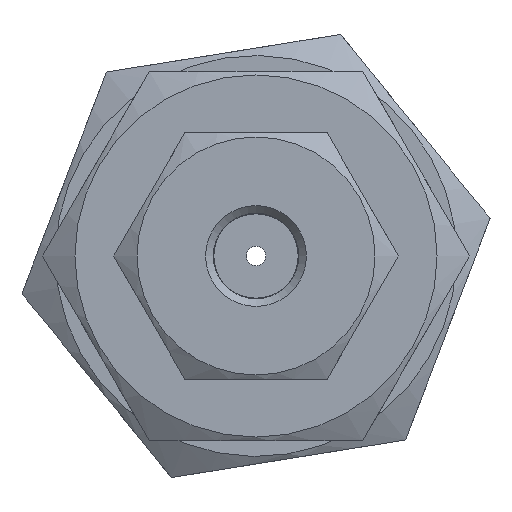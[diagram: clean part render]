
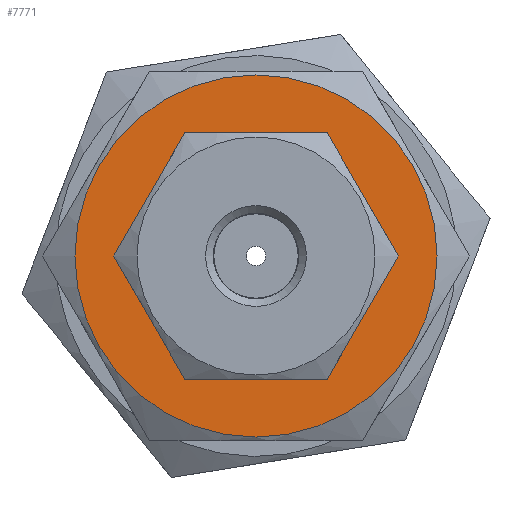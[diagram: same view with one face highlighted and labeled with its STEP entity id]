
A CAD part, left-side view. The second image highlights one B-rep face of the part: STEP entity #7771.
In plain terms, the highlighted planar face has unit normal (-1, 0, 0).
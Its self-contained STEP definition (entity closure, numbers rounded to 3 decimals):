
#7723=CARTESIAN_POINT('',(0.,-4.0,0.0));
#7724=VERTEX_POINT('',#7723);
#7725=CARTESIAN_POINT('',(0.,0.,0.0));
#7726=DIRECTION('',(1.0,0.0,0.0));
#7727=DIRECTION('',(0.0,-1.0,0.0));
#7728=AXIS2_PLACEMENT_3D('',#7725,#7726,#7727);
#7729=CIRCLE('',#7728,4.0);
#7730=EDGE_CURVE('',#7724,#7724,#7729,.T.);
#7748=CARTESIAN_POINT('',(0.0,7.,0.0));
#7749=VERTEX_POINT('',#7748);
#7750=CARTESIAN_POINT('',(0.,0.,0.0));
#7751=DIRECTION('',(1.0,0.0,0.0));
#7752=DIRECTION('',(0.0,1.0,0.0));
#7753=AXIS2_PLACEMENT_3D('',#7750,#7751,#7752);
#7754=CIRCLE('',#7753,7.);
#7755=EDGE_CURVE('',#7749,#7749,#7754,.T.);
#7760=CARTESIAN_POINT('',(0.0,3.5,0.0));
#7761=DIRECTION('',(-1.0,0.0,0.0));
#7762=DIRECTION('',(0.0,0.0,1.0));
#7763=AXIS2_PLACEMENT_3D('',#7760,#7761,#7762);
#7764=PLANE('',#7763);
#7765=ORIENTED_EDGE('',*,*,#7755,.F.);
#7766=EDGE_LOOP('',(#7765));
#7767=FACE_OUTER_BOUND('',#7766,.T.);
#7768=ORIENTED_EDGE('',*,*,#7730,.T.);
#7769=EDGE_LOOP('',(#7768));
#7770=FACE_BOUND('',#7769,.T.);
#7771=ADVANCED_FACE('',(#7767,#7770),#7764,.T.);
